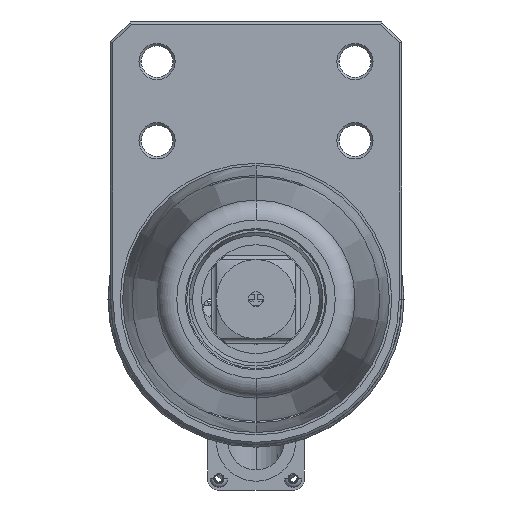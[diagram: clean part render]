
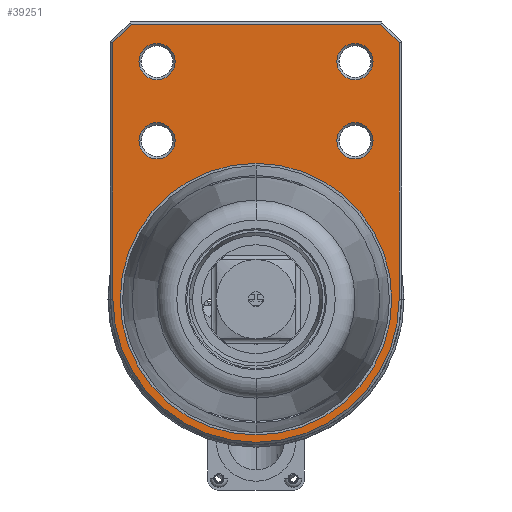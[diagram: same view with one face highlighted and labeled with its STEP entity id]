
A CAD part, left-side view. The second image highlights one B-rep face of the part: STEP entity #39251.
In plain terms, the highlighted planar face has unit normal (-1, 0, 0).
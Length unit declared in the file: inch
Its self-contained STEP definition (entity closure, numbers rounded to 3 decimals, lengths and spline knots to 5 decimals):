
#37502=CARTESIAN_POINT('',(-21.6154,0.005,0.));
#37503=DIRECTION('',(-1.,0.,0.));
#37504=DIRECTION('',(0.,0.,1.));
#37505=AXIS2_PLACEMENT_3D('',#37502,#37503,#37504);
#37507=CARTESIAN_POINT('',(-21.6154,0.005,0.));
#37508=DIRECTION('',(-1.,0.,0.));
#37509=DIRECTION('',(0.,0.,-1.));
#37510=AXIS2_PLACEMENT_3D('',#37507,#37508,#37509);
#37512=CARTESIAN_POINT('',(-21.6154,1.255,2.));
#37513=DIRECTION('',(1.,0.,0.));
#37514=DIRECTION('',(0.,1.,0.));
#37515=AXIS2_PLACEMENT_3D('',#37512,#37513,#37514);
#37517=CARTESIAN_POINT('',(-21.6154,1.255,2.));
#37518=DIRECTION('',(1.,0.,0.));
#37519=DIRECTION('',(0.,-1.,0.));
#37520=AXIS2_PLACEMENT_3D('',#37517,#37518,#37519);
#37522=CARTESIAN_POINT('',(-21.6154,1.255,3.));
#37523=DIRECTION('',(1.,0.,0.));
#37524=DIRECTION('',(0.,1.,0.));
#37525=AXIS2_PLACEMENT_3D('',#37522,#37523,#37524);
#37527=CARTESIAN_POINT('',(-21.6154,1.255,3.));
#37528=DIRECTION('',(1.,0.,0.));
#37529=DIRECTION('',(0.,-1.,0.));
#37530=AXIS2_PLACEMENT_3D('',#37527,#37528,#37529);
#37532=CARTESIAN_POINT('',(-21.6154,-1.245,2.));
#37533=DIRECTION('',(1.,0.,0.));
#37534=DIRECTION('',(0.,1.,0.));
#37535=AXIS2_PLACEMENT_3D('',#37532,#37533,#37534);
#37537=CARTESIAN_POINT('',(-21.6154,-1.245,2.));
#37538=DIRECTION('',(1.,0.,0.));
#37539=DIRECTION('',(0.,-1.,0.));
#37540=AXIS2_PLACEMENT_3D('',#37537,#37538,#37539);
#37542=CARTESIAN_POINT('',(-21.6154,-1.245,3.));
#37543=DIRECTION('',(1.,0.,0.));
#37544=DIRECTION('',(0.,1.,0.));
#37545=AXIS2_PLACEMENT_3D('',#37542,#37543,#37544);
#37547=CARTESIAN_POINT('',(-21.6154,-1.245,3.));
#37548=DIRECTION('',(1.,0.,0.));
#37549=DIRECTION('',(0.,-1.,0.));
#37550=AXIS2_PLACEMENT_3D('',#37547,#37548,#37549);
#37552=DIRECTION('',(0.,1.,0.));
#37553=VECTOR('',#37552,3.15015);
#37554=CARTESIAN_POINT('',(-21.6154,-1.57007,3.47));
#37555=LINE('',#37554,#37553);
#37556=DIRECTION('',(0.,0.707,0.707));
#37557=VECTOR('',#37556,0.3287);
#37558=CARTESIAN_POINT('',(-21.6154,-1.8025,3.23757));
#37559=LINE('',#37558,#37557);
#37560=DIRECTION('',(0.,0.,1.));
#37561=VECTOR('',#37560,3.23757);
#37562=CARTESIAN_POINT('',(-21.6154,-1.8025,0.));
#37563=LINE('',#37562,#37561);
#37564=DIRECTION('',(0.,0.,-1.));
#37565=VECTOR('',#37564,3.23757);
#37566=CARTESIAN_POINT('',(-21.6154,1.8125,3.23757));
#37567=LINE('',#37566,#37565);
#37568=DIRECTION('',(0.,0.707,-0.707));
#37569=VECTOR('',#37568,0.3287);
#37570=CARTESIAN_POINT('',(-21.6154,1.58007,3.47));
#37571=LINE('',#37570,#37569);
#38948=CARTESIAN_POINT('',(-21.6154,0.005,0.));
#38949=DIRECTION('',(-1.,0.,0.));
#38950=DIRECTION('',(0.,1.,0.));
#38951=AXIS2_PLACEMENT_3D('',#38948,#38949,#38950);
#39025=CARTESIAN_POINT('',(-21.6154,0.005,-1.715));
#39026=CARTESIAN_POINT('',(-21.6154,0.005,1.715));
#39027=VERTEX_POINT('',#39025);
#39028=VERTEX_POINT('',#39026);
#39088=CARTESIAN_POINT('',(-21.6154,1.4835,2.));
#39089=CARTESIAN_POINT('',(-21.6154,1.0265,2.));
#39090=VERTEX_POINT('',#39088);
#39091=VERTEX_POINT('',#39089);
#39096=CARTESIAN_POINT('',(-21.6154,1.4835,3.));
#39097=CARTESIAN_POINT('',(-21.6154,1.0265,3.));
#39098=VERTEX_POINT('',#39096);
#39099=VERTEX_POINT('',#39097);
#39104=CARTESIAN_POINT('',(-21.6154,-1.0165,2.));
#39105=CARTESIAN_POINT('',(-21.6154,-1.4735,2.));
#39106=VERTEX_POINT('',#39104);
#39107=VERTEX_POINT('',#39105);
#39112=CARTESIAN_POINT('',(-21.6154,-1.0165,3.));
#39113=CARTESIAN_POINT('',(-21.6154,-1.4735,3.));
#39114=VERTEX_POINT('',#39112);
#39115=VERTEX_POINT('',#39113);
#39172=CARTESIAN_POINT('',(-21.6154,-1.57007,3.47));
#39173=CARTESIAN_POINT('',(-21.6154,1.58007,3.47));
#39174=VERTEX_POINT('',#39172);
#39175=VERTEX_POINT('',#39173);
#39176=CARTESIAN_POINT('',(-21.6154,-1.8025,3.23757));
#39177=VERTEX_POINT('',#39176);
#39180=CARTESIAN_POINT('',(-21.6154,1.8125,3.23757));
#39181=CARTESIAN_POINT('',(-21.6154,1.8125,0.));
#39182=VERTEX_POINT('',#39180);
#39183=VERTEX_POINT('',#39181);
#39192=CARTESIAN_POINT('',(-21.6154,-1.8025,0.));
#39193=VERTEX_POINT('',#39192);
#39202=CARTESIAN_POINT('',(-21.6154,0.005,0.));
#39203=DIRECTION('',(1.,0.,0.));
#39204=DIRECTION('',(0.,0.,1.));
#39205=AXIS2_PLACEMENT_3D('',#39202,#39203,#39204);
#39206=PLANE('',#39205);
#39208=ORIENTED_EDGE('',*,*,#39207,.F.);
#39210=ORIENTED_EDGE('',*,*,#39209,.F.);
#39212=ORIENTED_EDGE('',*,*,#39211,.F.);
#39214=ORIENTED_EDGE('',*,*,#39213,.F.);
#39216=ORIENTED_EDGE('',*,*,#39215,.F.);
#39218=ORIENTED_EDGE('',*,*,#39217,.F.);
#39219=EDGE_LOOP('',(#39208,#39210,#39212,#39214,#39216,#39218));
#39220=FACE_OUTER_BOUND('',#39219,.F.);
#39222=ORIENTED_EDGE('',*,*,#39221,.F.);
#39224=ORIENTED_EDGE('',*,*,#39223,.F.);
#39225=EDGE_LOOP('',(#39222,#39224));
#39226=FACE_BOUND('',#39225,.F.);
#39228=ORIENTED_EDGE('',*,*,#39227,.F.);
#39230=ORIENTED_EDGE('',*,*,#39229,.F.);
#39231=EDGE_LOOP('',(#39228,#39230));
#39232=FACE_BOUND('',#39231,.F.);
#39234=ORIENTED_EDGE('',*,*,#39233,.F.);
#39236=ORIENTED_EDGE('',*,*,#39235,.F.);
#39237=EDGE_LOOP('',(#39234,#39236));
#39238=FACE_BOUND('',#39237,.F.);
#39240=ORIENTED_EDGE('',*,*,#39239,.F.);
#39242=ORIENTED_EDGE('',*,*,#39241,.F.);
#39243=EDGE_LOOP('',(#39240,#39242));
#39244=FACE_BOUND('',#39243,.F.);
#39246=ORIENTED_EDGE('',*,*,#39245,.T.);
#39248=ORIENTED_EDGE('',*,*,#39247,.T.);
#39249=EDGE_LOOP('',(#39246,#39248));
#39250=FACE_BOUND('',#39249,.F.);
#39251=ADVANCED_FACE('',(#39220,#39226,#39232,#39238,#39244,#39250),#39206,.F.);
#37506=CIRCLE('',#37505,1.715);
#37511=CIRCLE('',#37510,1.715);
#37516=CIRCLE('',#37515,0.2285);
#37521=CIRCLE('',#37520,0.2285);
#37526=CIRCLE('',#37525,0.2285);
#37531=CIRCLE('',#37530,0.2285);
#37536=CIRCLE('',#37535,0.2285);
#37541=CIRCLE('',#37540,0.2285);
#37546=CIRCLE('',#37545,0.2285);
#37551=CIRCLE('',#37550,0.2285);
#38952=CIRCLE('',#38951,1.8075);
#39207=EDGE_CURVE('',#39174,#39175,#37555,.T.);
#39209=EDGE_CURVE('',#39177,#39174,#37559,.T.);
#39211=EDGE_CURVE('',#39193,#39177,#37563,.T.);
#39213=EDGE_CURVE('',#39183,#39193,#38952,.T.);
#39215=EDGE_CURVE('',#39182,#39183,#37567,.T.);
#39217=EDGE_CURVE('',#39175,#39182,#37571,.T.);
#39221=EDGE_CURVE('',#39090,#39091,#37516,.T.);
#39223=EDGE_CURVE('',#39091,#39090,#37521,.T.);
#39227=EDGE_CURVE('',#39098,#39099,#37526,.T.);
#39229=EDGE_CURVE('',#39099,#39098,#37531,.T.);
#39233=EDGE_CURVE('',#39106,#39107,#37536,.T.);
#39235=EDGE_CURVE('',#39107,#39106,#37541,.T.);
#39239=EDGE_CURVE('',#39114,#39115,#37546,.T.);
#39241=EDGE_CURVE('',#39115,#39114,#37551,.T.);
#39245=EDGE_CURVE('',#39028,#39027,#37506,.T.);
#39247=EDGE_CURVE('',#39027,#39028,#37511,.T.);
